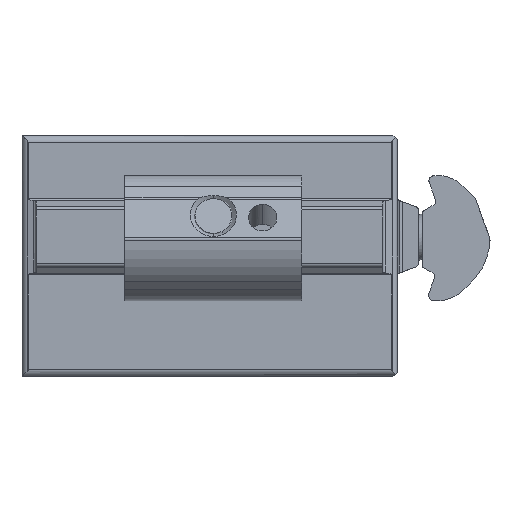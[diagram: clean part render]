
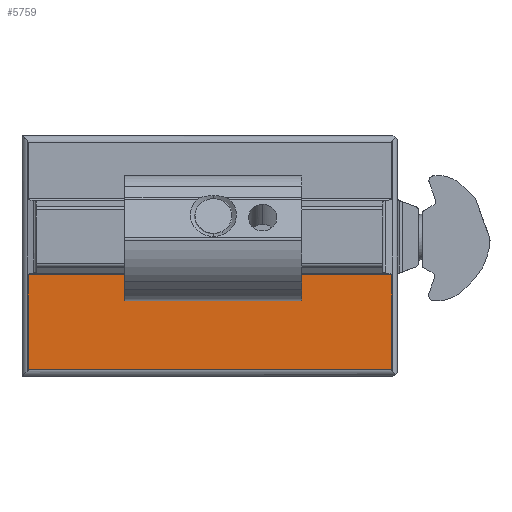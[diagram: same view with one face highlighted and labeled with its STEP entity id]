
A CAD part, left-side view. The second image highlights one B-rep face of the part: STEP entity #5759.
In plain terms, the highlighted planar face has unit normal (-1, 0, 0).
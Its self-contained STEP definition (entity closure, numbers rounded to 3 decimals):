
#268 = EDGE_CURVE ( 'NONE', #7307, #7934, #8422, .T. ) ;
#608 = CARTESIAN_POINT ( 'NONE',  ( 0., -4.052, -19.665 ) ) ;
#642 = ORIENTED_EDGE ( 'NONE', *, *, #268, .T. ) ;
#646 = ORIENTED_EDGE ( 'NONE', *, *, #7457, .T. ) ;
#719 = EDGE_CURVE ( 'NONE', #4641, #8803, #1840, .T. ) ;
#1102 = CARTESIAN_POINT ( 'NONE',  ( 0., -4.052, -33. ) ) ;
#1384 = DIRECTION ( 'NONE',  ( 0., 0., -1. ) ) ;
#1840 = LINE ( 'NONE', #1102, #5409 ) ;
#2248 = VECTOR ( 'NONE', #8199, 1000. ) ;
#2501 = CARTESIAN_POINT ( 'NONE',  ( 0., 0.316, -33. ) ) ;
#2569 = CARTESIAN_POINT ( 'NONE',  ( 0., 0.316, 0. ) ) ;
#2703 = VECTOR ( 'NONE', #8528, 1000. ) ;
#3824 = EDGE_LOOP ( 'NONE', ( #646, #642, #6418, #6855 ) ) ;
#3843 = CARTESIAN_POINT ( 'NONE',  ( 0., -4.052, -19.665 ) ) ;
#4557 = PLANE ( 'NONE',  #8606 ) ;
#4641 = VERTEX_POINT ( 'NONE', #2501 ) ;
#5221 = CARTESIAN_POINT ( 'NONE',  ( 0., 51.579, 0. ) ) ;
#5409 = VECTOR ( 'NONE', #9125, 1000. ) ;
#5759 = ADVANCED_FACE ( 'NONE', ( #8088 ), #4557, .F. ) ;
#6004 = VECTOR ( 'NONE', #8332, 1000. ) ;
#6418 = ORIENTED_EDGE ( 'NONE', *, *, #8049, .T. ) ;
#6746 = LINE ( 'NONE', #5221, #2248 ) ;
#6855 = ORIENTED_EDGE ( 'NONE', *, *, #719, .F. ) ;
#7149 = CARTESIAN_POINT ( 'NONE',  ( 0., 51.579, -33. ) ) ;
#7307 = VERTEX_POINT ( 'NONE', #7778 ) ;
#7457 = EDGE_CURVE ( 'NONE', #4641, #7307, #8567, .T. ) ;
#7778 = CARTESIAN_POINT ( 'NONE',  ( 0., 0.316, -19.665 ) ) ;
#7934 = VERTEX_POINT ( 'NONE', #8549 ) ;
#8049 = EDGE_CURVE ( 'NONE', #7934, #8803, #6746, .T. ) ;
#8088 = FACE_OUTER_BOUND ( 'NONE', #3824, .T. ) ;
#8199 = DIRECTION ( 'NONE',  ( 0., 0., -1. ) ) ;
#8332 = DIRECTION ( 'NONE',  ( 0., 1., 0. ) ) ;
#8422 = LINE ( 'NONE', #3843, #6004 ) ;
#8528 = DIRECTION ( 'NONE',  ( 0., 0., 1. ) ) ;
#8549 = CARTESIAN_POINT ( 'NONE',  ( 0., 51.579, -19.665 ) ) ;
#8567 = LINE ( 'NONE', #2569, #2703 ) ;
#8606 = AXIS2_PLACEMENT_3D ( 'NONE', #608, #8822, #1384 ) ;
#8803 = VERTEX_POINT ( 'NONE', #7149 ) ;
#8822 = DIRECTION ( 'NONE',  ( 1., 0., 0. ) ) ;
#9125 = DIRECTION ( 'NONE',  ( 0., 1., 0. ) ) ;
